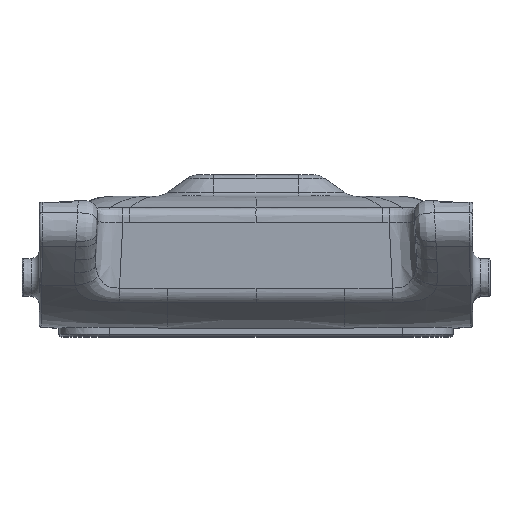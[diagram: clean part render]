
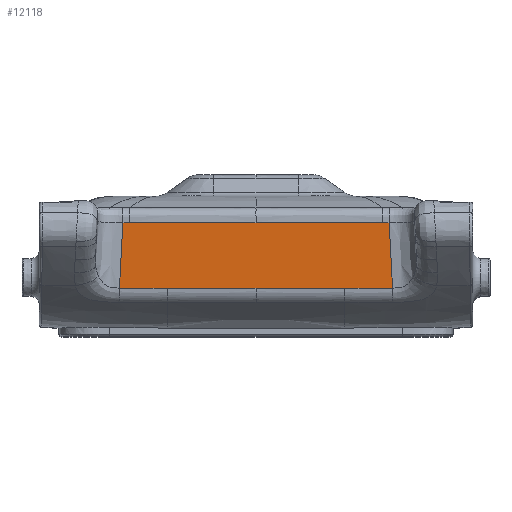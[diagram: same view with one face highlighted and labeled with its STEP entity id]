
A CAD part, top view. The second image highlights one B-rep face of the part: STEP entity #12118.
In plain terms, the highlighted planar face has unit normal (0, -0.052, 0.999).
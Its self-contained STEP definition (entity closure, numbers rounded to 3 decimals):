
#2613=CARTESIAN_POINT('',(0.,1.702,19.534));
#2615=DIRECTION('',(1.,0.,0.));
#2616=VECTOR('',#2615,8.8);
#2617=CARTESIAN_POINT('',(-8.8,6.273,19.773));
#2618=LINE('',#2617,#2616);
#2619=DIRECTION('',(-1.,0.,0.));
#2620=VECTOR('',#2619,8.8);
#2621=CARTESIAN_POINT('',(8.8,6.273,19.773));
#2622=LINE('',#2621,#2620);
#2623=DIRECTION('',(-1.,0.,0.));
#2624=VECTOR('',#2623,0.486);
#2625=CARTESIAN_POINT('',(9.286,6.273,19.773));
#2626=LINE('',#2625,#2624);
#2627=DIRECTION('',(0.052,-0.997,-0.052));
#2628=VECTOR('',#2627,4.583);
#2629=CARTESIAN_POINT('',(9.286,6.273,19.773));
#2630=LINE('',#2629,#2628);
#2631=DIRECTION('',(1.,0.,0.));
#2632=VECTOR('',#2631,3.331);
#2633=CARTESIAN_POINT('',(6.194,1.702,19.534));
#2634=LINE('',#2633,#2632);
#2635=DIRECTION('',(1.,0.,0.));
#2636=VECTOR('',#2635,6.194);
#2637=CARTESIAN_POINT('',(0.,1.702,19.534));
#2638=LINE('',#2637,#2636);
#2639=DIRECTION('',(-1.,0.,0.));
#2640=VECTOR('',#2639,6.194);
#2641=CARTESIAN_POINT('',(0.,1.702,19.534));
#2642=LINE('',#2641,#2640);
#2643=DIRECTION('',(-1.,0.,0.));
#2644=VECTOR('',#2643,3.331);
#2645=CARTESIAN_POINT('',(-6.194,1.702,19.534));
#2646=LINE('',#2645,#2644);
#2647=DIRECTION('',(-0.052,-0.997,-0.052));
#2648=VECTOR('',#2647,4.583);
#2649=CARTESIAN_POINT('',(-9.286,6.273,19.773));
#2650=LINE('',#2649,#2648);
#2651=DIRECTION('',(1.,0.,0.));
#2652=VECTOR('',#2651,0.486);
#2653=CARTESIAN_POINT('',(-9.286,6.273,19.773));
#2654=LINE('',#2653,#2652);
#6416=CARTESIAN_POINT('',(9.286,6.273,19.773));
#6417=CARTESIAN_POINT('',(9.526,1.702,19.534));
#6418=VERTEX_POINT('',#6416);
#6419=VERTEX_POINT('',#6417);
#6425=CARTESIAN_POINT('',(8.8,6.273,19.773));
#6426=VERTEX_POINT('',#6425);
#6427=CARTESIAN_POINT('',(6.194,1.702,19.534));
#6428=VERTEX_POINT('',#6427);
#6444=CARTESIAN_POINT('',(-9.286,6.273,19.773));
#6445=CARTESIAN_POINT('',(-9.526,1.702,19.534));
#6446=VERTEX_POINT('',#6444);
#6447=VERTEX_POINT('',#6445);
#6453=CARTESIAN_POINT('',(-8.8,6.273,19.773));
#6454=VERTEX_POINT('',#6453);
#6455=CARTESIAN_POINT('',(-6.194,1.702,19.534));
#6456=VERTEX_POINT('',#6455);
#6467=VERTEX_POINT('',#2613);
#6468=CARTESIAN_POINT('',(0.,6.273,19.773));
#6469=VERTEX_POINT('',#6468);
#12093=CARTESIAN_POINT('',(0.,-1.665,19.357));
#12094=DIRECTION('',(0.,-0.052,0.999));
#12095=DIRECTION('',(0.,0.999,0.052));
#12096=AXIS2_PLACEMENT_3D('',#12093,#12094,#12095);
#12097=PLANE('',#12096);
#12099=ORIENTED_EDGE('',*,*,#12098,.T.);
#12101=ORIENTED_EDGE('',*,*,#12100,.F.);
#12103=ORIENTED_EDGE('',*,*,#12102,.F.);
#12105=ORIENTED_EDGE('',*,*,#12104,.T.);
#12107=ORIENTED_EDGE('',*,*,#12106,.F.);
#12108=ORIENTED_EDGE('',*,*,#12085,.F.);
#12109=ORIENTED_EDGE('',*,*,#12046,.T.);
#12111=ORIENTED_EDGE('',*,*,#12110,.T.);
#12113=ORIENTED_EDGE('',*,*,#12112,.F.);
#12115=ORIENTED_EDGE('',*,*,#12114,.T.);
#12116=EDGE_LOOP('',(#12099,#12101,#12103,#12105,#12107,#12108,#12109,#12111,
#12113,#12115));
#12117=FACE_OUTER_BOUND('',#12116,.F.);
#12118=ADVANCED_FACE('',(#12117),#12097,.T.);
#12046=EDGE_CURVE('',#6467,#6456,#2642,.T.);
#12085=EDGE_CURVE('',#6467,#6428,#2638,.T.);
#12098=EDGE_CURVE('',#6454,#6469,#2618,.T.);
#12100=EDGE_CURVE('',#6426,#6469,#2622,.T.);
#12102=EDGE_CURVE('',#6418,#6426,#2626,.T.);
#12104=EDGE_CURVE('',#6418,#6419,#2630,.T.);
#12106=EDGE_CURVE('',#6428,#6419,#2634,.T.);
#12110=EDGE_CURVE('',#6456,#6447,#2646,.T.);
#12112=EDGE_CURVE('',#6446,#6447,#2650,.T.);
#12114=EDGE_CURVE('',#6446,#6454,#2654,.T.);
